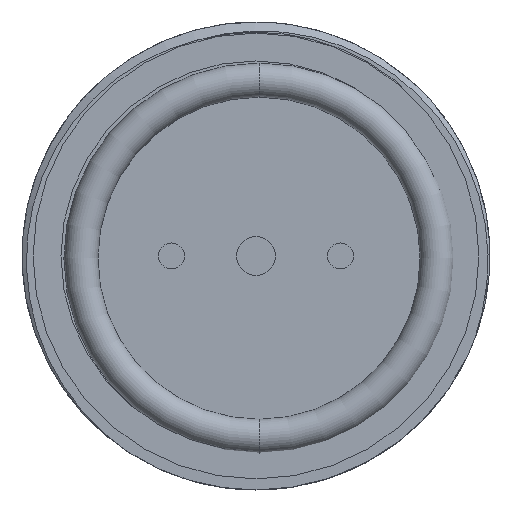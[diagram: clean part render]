
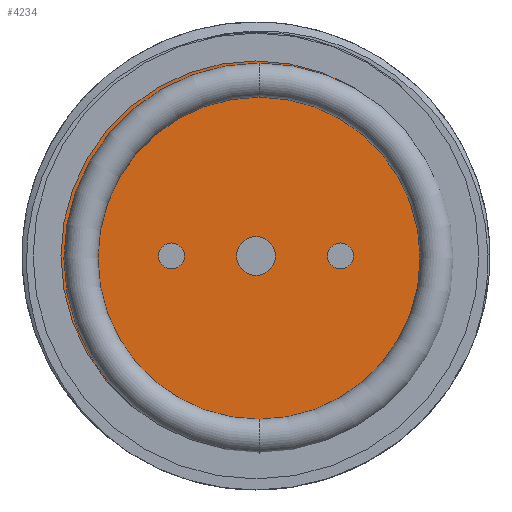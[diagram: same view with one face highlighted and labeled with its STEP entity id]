
A CAD part, front view. The second image highlights one B-rep face of the part: STEP entity #4234.
In plain terms, the highlighted planar face has unit normal (0, -1, 0).
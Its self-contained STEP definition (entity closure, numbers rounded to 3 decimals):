
#96 = AXIS2_PLACEMENT_3D ( 'NONE', #4058, #1089, #4562 ) ;
#128 = CIRCLE ( 'NONE', #3642, 1. ) ;
#157 = AXIS2_PLACEMENT_3D ( 'NONE', #3339, #359, #3827 ) ;
#177 = EDGE_CURVE ( 'NONE', #5825, #2956, #5392, .T. ) ;
#205 = ORIENTED_EDGE ( 'NONE', *, *, #384, .F. ) ;
#359 = DIRECTION ( 'NONE',  ( 0., -1., 0. ) ) ;
#384 = EDGE_CURVE ( 'NONE', #2956, #5825, #2917, .T. ) ;
#420 = DIRECTION ( 'NONE',  ( 0., -1., 0. ) ) ;
#464 = CARTESIAN_POINT ( 'NONE',  ( 6.5, 2., -1. ) ) ;
#527 = DIRECTION ( 'NONE',  ( 0., -1., 0. ) ) ;
#636 = CARTESIAN_POINT ( 'NONE',  ( 6.5, 2., 1. ) ) ;
#713 = CIRCLE ( 'NONE', #157, 1.5 ) ;
#898 = DIRECTION ( 'NONE',  ( 0., -1., 0. ) ) ;
#1006 = CARTESIAN_POINT ( 'NONE',  ( 0., 2., 0. ) ) ;
#1089 = DIRECTION ( 'NONE',  ( 0., -1., 0. ) ) ;
#1169 = AXIS2_PLACEMENT_3D ( 'NONE', #5710, #2743, #6217 ) ;
#1175 = EDGE_LOOP ( 'NONE', ( #3053, #1778 ) ) ;
#1338 = ORIENTED_EDGE ( 'NONE', *, *, #6028, .F. ) ;
#1366 = VERTEX_POINT ( 'NONE', #2195 ) ;
#1369 = AXIS2_PLACEMENT_3D ( 'NONE', #4371, #898, #6409 ) ;
#1507 = DIRECTION ( 'NONE',  ( 0., 0., -1. ) ) ;
#1563 = AXIS2_PLACEMENT_3D ( 'NONE', #1927, #5379, #2411 ) ;
#1599 = EDGE_LOOP ( 'NONE', ( #6146, #4642 ) ) ;
#1610 = FACE_OUTER_BOUND ( 'NONE', #1175, .T. ) ;
#1630 = CARTESIAN_POINT ( 'NONE',  ( 6.5, 2., 0. ) ) ;
#1778 = ORIENTED_EDGE ( 'NONE', *, *, #6337, .T. ) ;
#1915 = VERTEX_POINT ( 'NONE', #3900 ) ;
#1927 = CARTESIAN_POINT ( 'NONE',  ( 0., 2., 0. ) ) ;
#2129 = DIRECTION ( 'NONE',  ( 0., 0., -1. ) ) ;
#2171 = VERTEX_POINT ( 'NONE', #2208 ) ;
#2195 = CARTESIAN_POINT ( 'NONE',  ( 0., 2., 15. ) ) ;
#2208 = CARTESIAN_POINT ( 'NONE',  ( 0., 2., -1.5 ) ) ;
#2320 = CIRCLE ( 'NONE', #1563, 15. ) ;
#2411 = DIRECTION ( 'NONE',  ( 0., 0., -1. ) ) ;
#2526 = VERTEX_POINT ( 'NONE', #4578 ) ;
#2618 = CIRCLE ( 'NONE', #2643, 1.5 ) ;
#2643 = AXIS2_PLACEMENT_3D ( 'NONE', #1006, #4482, #1507 ) ;
#2698 = ORIENTED_EDGE ( 'NONE', *, *, #3084, .F. ) ;
#2743 = DIRECTION ( 'NONE',  ( 0., -1., 0. ) ) ;
#2895 = CARTESIAN_POINT ( 'NONE',  ( -6.5, 2., 1. ) ) ;
#2917 = CIRCLE ( 'NONE', #4022, 1. ) ;
#2920 = FACE_BOUND ( 'NONE', #5958, .T. ) ;
#2956 = VERTEX_POINT ( 'NONE', #464 ) ;
#3053 = ORIENTED_EDGE ( 'NONE', *, *, #5423, .T. ) ;
#3084 = EDGE_CURVE ( 'NONE', #2526, #2171, #713, .T. ) ;
#3339 = CARTESIAN_POINT ( 'NONE',  ( 0., 2., 0. ) ) ;
#3400 = CARTESIAN_POINT ( 'NONE',  ( -6.5, 2., 0. ) ) ;
#3437 = CARTESIAN_POINT ( 'NONE',  ( 0., 2., -15. ) ) ;
#3492 = CARTESIAN_POINT ( 'NONE',  ( -6.5, 2., 0. ) ) ;
#3642 = AXIS2_PLACEMENT_3D ( 'NONE', #3492, #527, #3991 ) ;
#3827 = DIRECTION ( 'NONE',  ( 0., 0., -1. ) ) ;
#3892 = DIRECTION ( 'NONE',  ( 0., 0., -1. ) ) ;
#3900 = CARTESIAN_POINT ( 'NONE',  ( -6.5, 2., -1. ) ) ;
#3975 = EDGE_CURVE ( 'NONE', #1915, #4015, #4045, .T. ) ;
#3991 = DIRECTION ( 'NONE',  ( 0., 0., -1. ) ) ;
#4015 = VERTEX_POINT ( 'NONE', #2895 ) ;
#4022 = AXIS2_PLACEMENT_3D ( 'NONE', #1630, #5081, #2129 ) ;
#4045 = CIRCLE ( 'NONE', #6445, 1. ) ;
#4058 = CARTESIAN_POINT ( 'NONE',  ( 0., 2., 0. ) ) ;
#4234 = ADVANCED_FACE ( 'NONE', ( #5725, #5563, #2920, #1610 ), #6032, .T. ) ;
#4371 = CARTESIAN_POINT ( 'NONE',  ( 6.5, 2., 0. ) ) ;
#4482 = DIRECTION ( 'NONE',  ( 0., -1., 0. ) ) ;
#4562 = DIRECTION ( 'NONE',  ( 0., 0., -1. ) ) ;
#4578 = CARTESIAN_POINT ( 'NONE',  ( 0., 2., 1.5 ) ) ;
#4642 = ORIENTED_EDGE ( 'NONE', *, *, #6047, .F. ) ;
#5081 = DIRECTION ( 'NONE',  ( 0., -1., 0. ) ) ;
#5160 = EDGE_LOOP ( 'NONE', ( #205, #5553 ) ) ;
#5379 = DIRECTION ( 'NONE',  ( 0., -1., 0. ) ) ;
#5392 = CIRCLE ( 'NONE', #1369, 1. ) ;
#5423 = EDGE_CURVE ( 'NONE', #5938, #1366, #2320, .T. ) ;
#5553 = ORIENTED_EDGE ( 'NONE', *, *, #177, .F. ) ;
#5563 = FACE_BOUND ( 'NONE', #5160, .T. ) ;
#5710 = CARTESIAN_POINT ( 'NONE',  ( 0., 2., 0. ) ) ;
#5725 = FACE_BOUND ( 'NONE', #1599, .T. ) ;
#5803 = CIRCLE ( 'NONE', #1169, 15. ) ;
#5825 = VERTEX_POINT ( 'NONE', #636 ) ;
#5938 = VERTEX_POINT ( 'NONE', #3437 ) ;
#5958 = EDGE_LOOP ( 'NONE', ( #1338, #2698 ) ) ;
#6028 = EDGE_CURVE ( 'NONE', #2171, #2526, #2618, .T. ) ;
#6032 = PLANE ( 'NONE',  #96 ) ;
#6047 = EDGE_CURVE ( 'NONE', #4015, #1915, #128, .T. ) ;
#6146 = ORIENTED_EDGE ( 'NONE', *, *, #3975, .F. ) ;
#6217 = DIRECTION ( 'NONE',  ( 0., 0., -1. ) ) ;
#6337 = EDGE_CURVE ( 'NONE', #1366, #5938, #5803, .T. ) ;
#6409 = DIRECTION ( 'NONE',  ( 0., 0., -1. ) ) ;
#6445 = AXIS2_PLACEMENT_3D ( 'NONE', #3400, #420, #3892 ) ;
